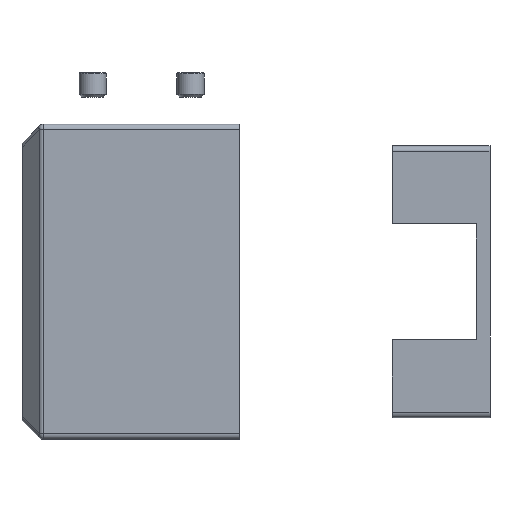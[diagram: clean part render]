
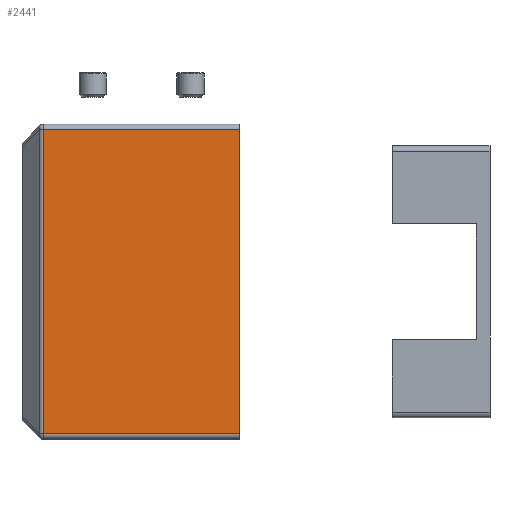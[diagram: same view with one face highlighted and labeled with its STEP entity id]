
A CAD part, front view. The second image highlights one B-rep face of the part: STEP entity #2441.
In plain terms, the highlighted planar face has unit normal (0, -1, 0).
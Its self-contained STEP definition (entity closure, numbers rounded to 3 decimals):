
#45 = VECTOR ( 'NONE', #2576, 1000. ) ;
#47 = EDGE_LOOP ( 'NONE', ( #1778, #1601, #1304, #1989 ) ) ;
#91 = EDGE_CURVE ( 'NONE', #402, #2100, #516, .T. ) ;
#266 = AXIS2_PLACEMENT_3D ( 'NONE', #2390, #2116, #930 ) ;
#274 = CARTESIAN_POINT ( 'NONE',  ( -104.526, -16.5, 28. ) ) ;
#297 = CARTESIAN_POINT ( 'NONE',  ( -68.026, -16.5, 28. ) ) ;
#304 = CARTESIAN_POINT ( 'NONE',  ( -104.112, -16.5, 28. ) ) ;
#402 = VERTEX_POINT ( 'NONE', #774 ) ;
#482 = VERTEX_POINT ( 'NONE', #297 ) ;
#516 = LINE ( 'NONE', #1200, #928 ) ;
#646 = VECTOR ( 'NONE', #999, 1000. ) ;
#686 = LINE ( 'NONE', #274, #1994 ) ;
#774 = CARTESIAN_POINT ( 'NONE',  ( -104.112, -16.5, -28. ) ) ;
#776 = CARTESIAN_POINT ( 'NONE',  ( -104.112, -16.5, -29. ) ) ;
#886 = VERTEX_POINT ( 'NONE', #304 ) ;
#928 = VECTOR ( 'NONE', #1727, 1000. ) ;
#930 = DIRECTION ( 'NONE',  ( 0., 0., 1. ) ) ;
#999 = DIRECTION ( 'NONE',  ( 0., 0., -1. ) ) ;
#1148 = CARTESIAN_POINT ( 'NONE',  ( -68.026, -16.5, -28. ) ) ;
#1200 = CARTESIAN_POINT ( 'NONE',  ( -108.026, -16.5, -28. ) ) ;
#1294 = EDGE_CURVE ( 'NONE', #482, #886, #686, .T. ) ;
#1304 = ORIENTED_EDGE ( 'NONE', *, *, #2216, .T. ) ;
#1387 = PLANE ( 'NONE',  #266 ) ;
#1601 = ORIENTED_EDGE ( 'NONE', *, *, #1294, .T. ) ;
#1727 = DIRECTION ( 'NONE',  ( 1., 0., 0. ) ) ;
#1778 = ORIENTED_EDGE ( 'NONE', *, *, #2121, .F. ) ;
#1989 = ORIENTED_EDGE ( 'NONE', *, *, #91, .T. ) ;
#1994 = VECTOR ( 'NONE', #2618, 1000. ) ;
#2086 = CARTESIAN_POINT ( 'NONE',  ( -68.026, -16.5, 29. ) ) ;
#2100 = VERTEX_POINT ( 'NONE', #1148 ) ;
#2116 = DIRECTION ( 'NONE',  ( 0., 1., 0. ) ) ;
#2121 = EDGE_CURVE ( 'NONE', #482, #2100, #2818, .T. ) ;
#2216 = EDGE_CURVE ( 'NONE', #886, #402, #2611, .T. ) ;
#2325 = FACE_OUTER_BOUND ( 'NONE', #47, .T. ) ;
#2390 = CARTESIAN_POINT ( 'NONE',  ( -108.026, -16.5, 29. ) ) ;
#2441 = ADVANCED_FACE ( 'NONE', ( #2325 ), #1387, .F. ) ;
#2576 = DIRECTION ( 'NONE',  ( 0., 0., -1. ) ) ;
#2611 = LINE ( 'NONE', #776, #646 ) ;
#2618 = DIRECTION ( 'NONE',  ( -1., 0., 0. ) ) ;
#2818 = LINE ( 'NONE', #2086, #45 ) ;
